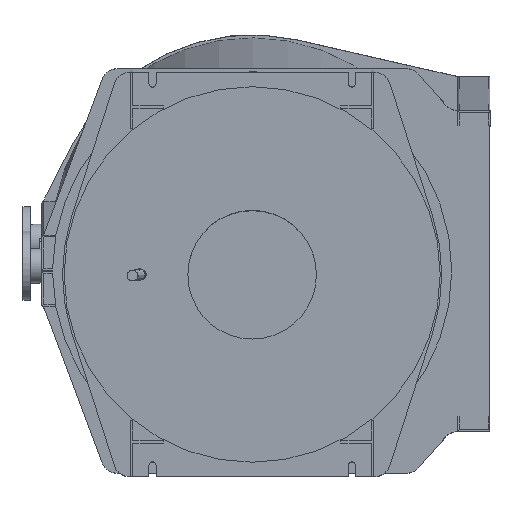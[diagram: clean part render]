
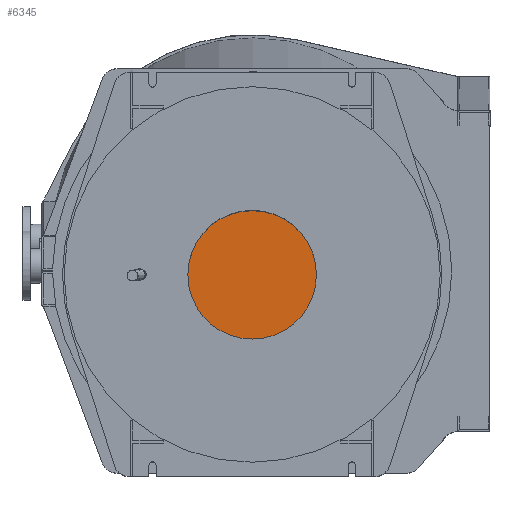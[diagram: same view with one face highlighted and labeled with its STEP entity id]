
A CAD part, left-side view. The second image highlights one B-rep face of the part: STEP entity #6345.
In plain terms, the highlighted face is planar.
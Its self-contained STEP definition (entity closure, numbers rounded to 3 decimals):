
#317=PLANE('',#6954);
#595=FACE_OUTER_BOUND('',#911,.T.);
#911=EDGE_LOOP('',(#5616,#5617));
#1177=CIRCLE('',#6950,200.);
#1178=CIRCLE('',#6951,200.);
#3007=VERTEX_POINT('',#11034);
#3008=VERTEX_POINT('',#11035);
#3908=EDGE_CURVE('',#3007,#3008,#1177,.T.);
#3909=EDGE_CURVE('',#3008,#3007,#1178,.T.);
#5616=ORIENTED_EDGE('',*,*,#3908,.T.);
#5617=ORIENTED_EDGE('',*,*,#3909,.T.);
#6345=ADVANCED_FACE('',(#595),#317,.T.);
#6950=AXIS2_PLACEMENT_3D('',#11036,#8527,#8528);
#6951=AXIS2_PLACEMENT_3D('',#11037,#8529,#8530);
#6954=AXIS2_PLACEMENT_3D('',#11043,#8536,#8537);
#8527=DIRECTION('center_axis',(0.,0.,1.));
#8528=DIRECTION('ref_axis',(1.,0.,0.));
#8529=DIRECTION('center_axis',(0.,0.,1.));
#8530=DIRECTION('ref_axis',(1.,0.,0.));
#8536=DIRECTION('center_axis',(0.,0.,1.));
#8537=DIRECTION('ref_axis',(1.,0.,0.));
#11034=CARTESIAN_POINT('',(200.,0.,213.));
#11035=CARTESIAN_POINT('',(-200.,0.,213.));
#11036=CARTESIAN_POINT('Origin',(0.,0.,213.));
#11037=CARTESIAN_POINT('Origin',(0.,0.,213.));
#11043=CARTESIAN_POINT('Origin',(0.,0.,213.));
